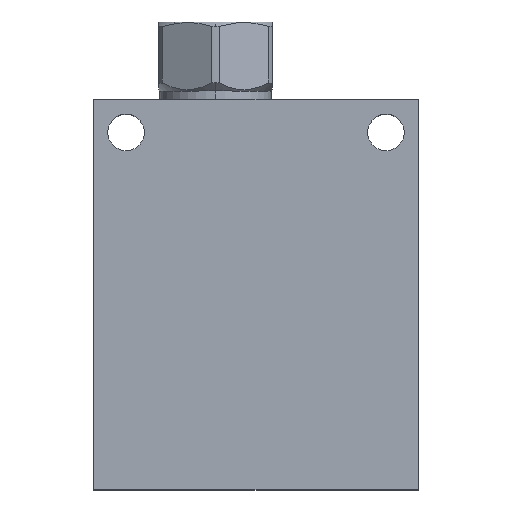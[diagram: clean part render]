
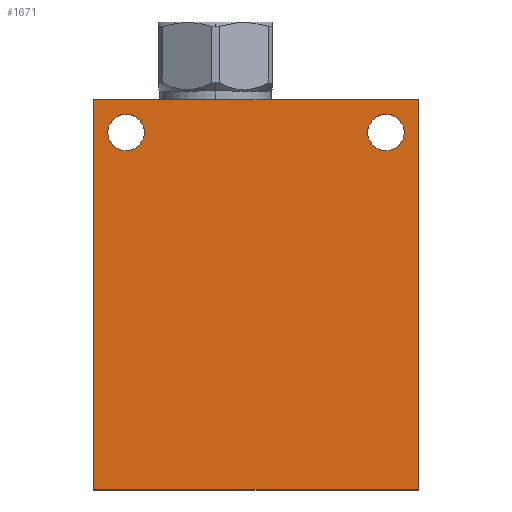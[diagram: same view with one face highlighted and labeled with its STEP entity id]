
A CAD part, top view. The second image highlights one B-rep face of the part: STEP entity #1671.
In plain terms, the highlighted planar face has unit normal (0, 0, 1).
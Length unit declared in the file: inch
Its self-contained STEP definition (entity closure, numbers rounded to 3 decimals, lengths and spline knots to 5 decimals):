
#103=DIRECTION('',(0.,-1.,0.));
#104=VECTOR('',#103,3.);
#105=CARTESIAN_POINT('',(0.,0.,1.25));
#106=LINE('',#105,#104);
#107=DIRECTION('',(-1.,0.,0.));
#108=VECTOR('',#107,2.5);
#109=CARTESIAN_POINT('',(2.5,0.,1.25));
#110=LINE('',#109,#108);
#111=DIRECTION('',(0.,1.,0.));
#112=VECTOR('',#111,3.);
#113=CARTESIAN_POINT('',(2.5,-3.,1.25));
#114=LINE('',#113,#112);
#115=DIRECTION('',(1.,0.,0.));
#116=VECTOR('',#115,2.5);
#117=CARTESIAN_POINT('',(0.,-3.,1.25));
#118=LINE('',#117,#116);
#119=CARTESIAN_POINT('',(0.25,-0.25,1.25));
#120=DIRECTION('',(0.,0.,-1.));
#121=DIRECTION('',(-1.,0.,0.));
#122=AXIS2_PLACEMENT_3D('',#119,#120,#121);
#124=CARTESIAN_POINT('',(0.25,-0.25,1.25));
#125=DIRECTION('',(0.,0.,-1.));
#126=DIRECTION('',(1.,0.,0.));
#127=AXIS2_PLACEMENT_3D('',#124,#125,#126);
#129=CARTESIAN_POINT('',(2.25,-0.25,1.25));
#130=DIRECTION('',(0.,0.,-1.));
#131=DIRECTION('',(-1.,0.,0.));
#132=AXIS2_PLACEMENT_3D('',#129,#130,#131);
#134=CARTESIAN_POINT('',(2.25,-0.25,1.25));
#135=DIRECTION('',(0.,0.,-1.));
#136=DIRECTION('',(1.,0.,0.));
#137=AXIS2_PLACEMENT_3D('',#134,#135,#136);
#1361=CARTESIAN_POINT('',(0.,0.,1.25));
#1362=CARTESIAN_POINT('',(0.,-3.,1.25));
#1363=VERTEX_POINT('',#1361);
#1364=VERTEX_POINT('',#1362);
#1365=CARTESIAN_POINT('',(2.5,-3.,1.25));
#1366=VERTEX_POINT('',#1365);
#1367=CARTESIAN_POINT('',(2.5,0.,1.25));
#1368=VERTEX_POINT('',#1367);
#1373=CARTESIAN_POINT('',(0.1095,-0.25,1.25));
#1374=CARTESIAN_POINT('',(0.3905,-0.25,1.25));
#1375=VERTEX_POINT('',#1373);
#1376=VERTEX_POINT('',#1374);
#1381=CARTESIAN_POINT('',(2.1095,-0.25,1.25));
#1382=CARTESIAN_POINT('',(2.3905,-0.25,1.25));
#1383=VERTEX_POINT('',#1381);
#1384=VERTEX_POINT('',#1382);
#1648=CARTESIAN_POINT('',(0.,0.,1.25));
#1649=DIRECTION('',(0.,0.,1.));
#1650=DIRECTION('',(1.,0.,0.));
#1651=AXIS2_PLACEMENT_3D('',#1648,#1649,#1650);
#1652=PLANE('',#1651);
#1653=ORIENTED_EDGE('',*,*,#1570,.F.);
#1654=ORIENTED_EDGE('',*,*,#1597,.F.);
#1655=ORIENTED_EDGE('',*,*,#1617,.F.);
#1656=ORIENTED_EDGE('',*,*,#1636,.F.);
#1657=EDGE_LOOP('',(#1653,#1654,#1655,#1656));
#1658=FACE_OUTER_BOUND('',#1657,.F.);
#1660=ORIENTED_EDGE('',*,*,#1659,.F.);
#1662=ORIENTED_EDGE('',*,*,#1661,.F.);
#1663=EDGE_LOOP('',(#1660,#1662));
#1664=FACE_BOUND('',#1663,.F.);
#1666=ORIENTED_EDGE('',*,*,#1665,.F.);
#1668=ORIENTED_EDGE('',*,*,#1667,.F.);
#1669=EDGE_LOOP('',(#1666,#1668));
#1670=FACE_BOUND('',#1669,.F.);
#1671=ADVANCED_FACE('',(#1658,#1664,#1670),#1652,.T.);
#123=CIRCLE('',#122,0.1405);
#128=CIRCLE('',#127,0.1405);
#133=CIRCLE('',#132,0.1405);
#138=CIRCLE('',#137,0.1405);
#1570=EDGE_CURVE('',#1363,#1364,#106,.T.);
#1597=EDGE_CURVE('',#1368,#1363,#110,.T.);
#1617=EDGE_CURVE('',#1366,#1368,#114,.T.);
#1636=EDGE_CURVE('',#1364,#1366,#118,.T.);
#1659=EDGE_CURVE('',#1375,#1376,#123,.T.);
#1661=EDGE_CURVE('',#1376,#1375,#128,.T.);
#1665=EDGE_CURVE('',#1383,#1384,#133,.T.);
#1667=EDGE_CURVE('',#1384,#1383,#138,.T.);
